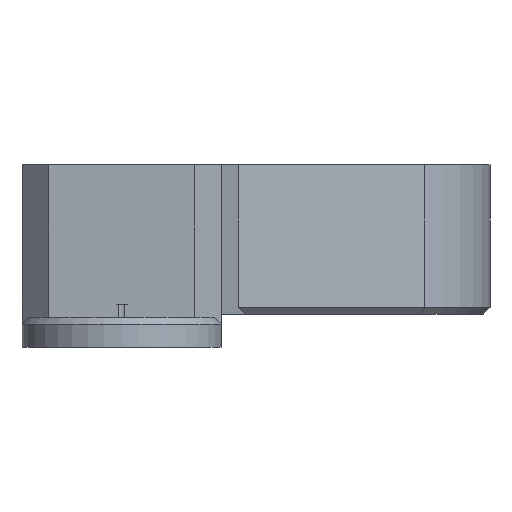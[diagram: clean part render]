
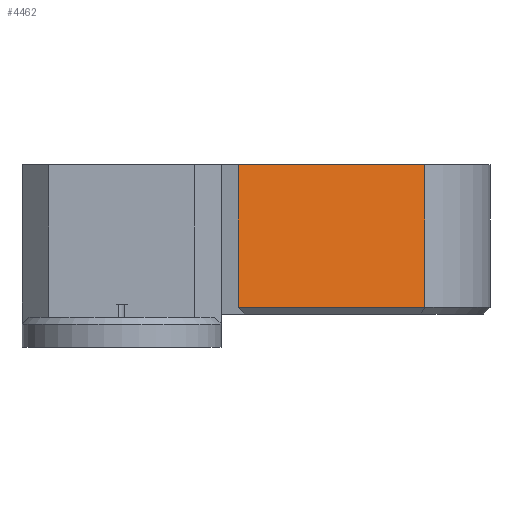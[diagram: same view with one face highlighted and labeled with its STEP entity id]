
A CAD part, left-side view. The second image highlights one B-rep face of the part: STEP entity #4462.
In plain terms, the highlighted planar face has unit normal (-0.862, -0.508, 0).
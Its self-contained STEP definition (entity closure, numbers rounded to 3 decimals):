
#261=PLANE('',#4798);
#486=FACE_OUTER_BOUND('',#752,.T.);
#752=EDGE_LOOP('',(#4095,#4096,#4097,#4098));
#848=LINE('',#6229,#1334);
#1248=LINE('',#7578,#1734);
#1250=LINE('',#7654,#1736);
#1251=LINE('',#7655,#1737);
#1334=VECTOR('',#5021,10.);
#1734=VECTOR('',#5877,10.);
#1736=VECTOR('',#5885,10.);
#1737=VECTOR('',#5886,10.);
#1951=VERTEX_POINT('',#6226);
#1952=VERTEX_POINT('',#6228);
#2279=VERTEX_POINT('',#7574);
#2280=VERTEX_POINT('',#7576);
#2397=EDGE_CURVE('',#1952,#1951,#848,.T.);
#2898=EDGE_CURVE('',#2280,#2279,#1248,.T.);
#2905=EDGE_CURVE('',#2280,#1952,#1250,.T.);
#2906=EDGE_CURVE('',#2279,#1951,#1251,.F.);
#4095=ORIENTED_EDGE('',*,*,#2898,.F.);
#4096=ORIENTED_EDGE('',*,*,#2905,.T.);
#4097=ORIENTED_EDGE('',*,*,#2397,.T.);
#4098=ORIENTED_EDGE('',*,*,#2906,.F.);
#4462=ADVANCED_FACE('',(#486),#261,.T.);
#4798=AXIS2_PLACEMENT_3D('',#7653,#5883,#5884);
#5021=DIRECTION('',(-0.508,0.862,0.));
#5877=DIRECTION('',(-0.508,0.862,0.));
#5883=DIRECTION('center_axis',(-0.862,-0.508,0.));
#5884=DIRECTION('ref_axis',(0.508,-0.862,0.));
#5885=DIRECTION('',(0.,0.,1.));
#5886=DIRECTION('',(0.,0.,-1.));
#6226=CARTESIAN_POINT('',(-133.772,17.915,-182.5));
#6228=CARTESIAN_POINT('',(-117.231,-10.154,-182.5));
#6229=CARTESIAN_POINT('',(-135.397,20.674,-182.5));
#7574=CARTESIAN_POINT('',(-133.772,17.915,-204.));
#7576=CARTESIAN_POINT('',(-117.231,-10.154,-204.));
#7578=CARTESIAN_POINT('',(-134.613,19.343,-204.));
#7653=CARTESIAN_POINT('Origin',(-135.295,20.5,-205.));
#7654=CARTESIAN_POINT('',(-117.231,-10.154,-205.));
#7655=CARTESIAN_POINT('',(-133.772,17.915,-205.));
